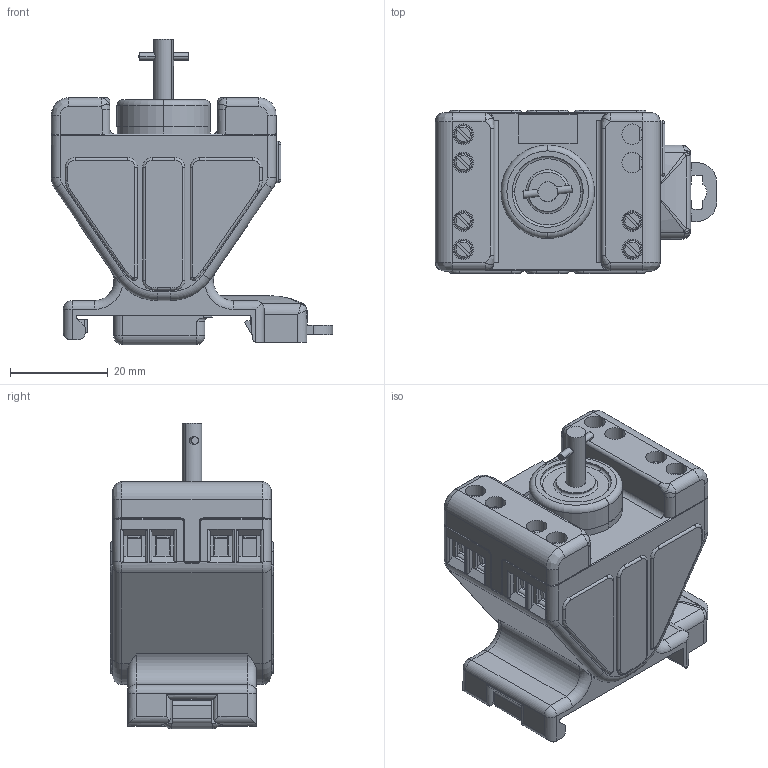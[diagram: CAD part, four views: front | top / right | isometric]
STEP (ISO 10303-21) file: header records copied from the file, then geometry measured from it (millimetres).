
FILE_DESCRIPTION((''),'2;1');
FILE_NAME('05-1141-0207_-0313_GEHAEUSE','2023-10-19T11:49:06',('Beil'),(''),'CREO PARAMETRIC BY PTC INC, 2019030','CREO PARAMETRIC BY PTC INC, 2019030','');
FILE_SCHEMA(('CONFIG_CONTROL_DESIGN','SHAPE_APPEARANCE_LAYERS_GROUPS'));
Length unit declared in the file: millimetre
Products named in the file (1): 05-1141-0207_-0313_GEHAEUSE
Bounding box: 57.45 x 33.3 x 62.35 mm (x, y, z)
Volume: 48905 mm3; surface area: 19971.7 mm2
Topology: 2 solids, 2 shells, 1231 faces, 3305 edges, 2099 vertices
Faces by surface type: plane 726, cylinder 335, torus 100, bspline 32, cone 24, sphere 14
Entity records: 53184 total; most frequent: CARTESIAN_POINT 8919, ORIENTED_EDGE 6602, DIRECTION 6245, PRESENTATION_STYLE_ASSIGNMENT 3606, STYLED_ITEM 3303, CURVE_STYLE 3301, EDGE_CURVE 3301, VECTOR 2209
